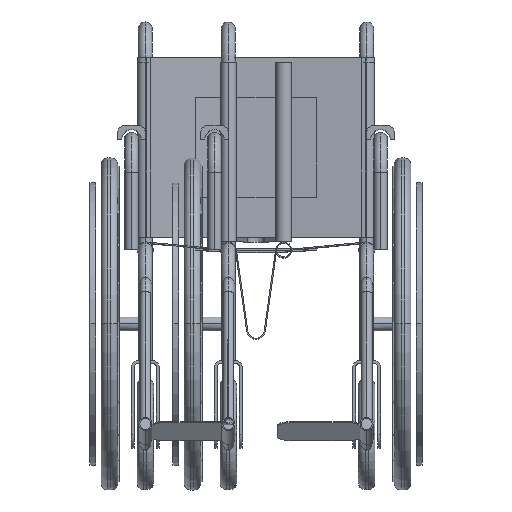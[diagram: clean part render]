
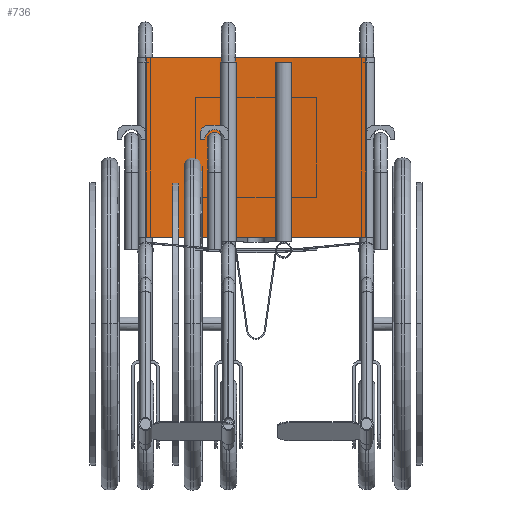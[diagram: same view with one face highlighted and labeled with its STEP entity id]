
A CAD part, top view. The second image highlights one B-rep face of the part: STEP entity #736.
In plain terms, the highlighted cylindrical face has radius 1372.06 mm (diameter 2744.12 mm), a partial arc.
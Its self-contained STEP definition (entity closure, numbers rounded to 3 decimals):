
#186 = VERTEX_POINT ( 'NONE', #3083 ) ;
#584 = CARTESIAN_POINT ( 'NONE',  ( 0., 1372.06, 162.5 ) ) ;
#736 = ADVANCED_FACE ( 'NONE', ( #2821 ), #3906, .F. ) ;
#1408 = CARTESIAN_POINT ( 'NONE',  ( -197.908, 14.348, 162.5 ) ) ;
#1746 = CARTESIAN_POINT ( 'NONE',  ( 197.908, 14.348, 162.5 ) ) ;
#2163 = VERTEX_POINT ( 'NONE', #9073 ) ;
#2740 = DIRECTION ( 'NONE',  ( -1., 0., 0. ) ) ;
#2821 = FACE_OUTER_BOUND ( 'NONE', #15108, .T. ) ;
#3083 = CARTESIAN_POINT ( 'NONE',  ( -197.908, 14.348, 162.5 ) ) ;
#3778 = EDGE_CURVE ( 'NONE', #5195, #5038, #14158, .T. ) ;
#3906 = CYLINDRICAL_SURFACE ( 'NONE', #10263, 1372.06 ) ;
#4307 = DIRECTION ( 'NONE',  ( 0., 0., 1. ) ) ;
#4308 = LINE ( 'NONE', #1746, #13165 ) ;
#4751 = ORIENTED_EDGE ( 'NONE', *, *, #3778, .F. ) ;
#4946 = EDGE_CURVE ( 'NONE', #186, #2163, #12169, .T. ) ;
#5038 = VERTEX_POINT ( 'NONE', #6726 ) ;
#5195 = VERTEX_POINT ( 'NONE', #7021 ) ;
#5790 = ORIENTED_EDGE ( 'NONE', *, *, #4946, .T. ) ;
#6726 = CARTESIAN_POINT ( 'NONE',  ( 197.908, 14.348, -162.5 ) ) ;
#7021 = CARTESIAN_POINT ( 'NONE',  ( -197.908, 14.348, -162.5 ) ) ;
#7397 = AXIS2_PLACEMENT_3D ( 'NONE', #10301, #4307, #11556 ) ;
#8439 = EDGE_CURVE ( 'NONE', #186, #5195, #13429, .T. ) ;
#8664 = CARTESIAN_POINT ( 'NONE',  ( 0., 1372.06, 162.5 ) ) ;
#8686 = ORIENTED_EDGE ( 'NONE', *, *, #9386, .T. ) ;
#9073 = CARTESIAN_POINT ( 'NONE',  ( 197.908, 14.348, 162.5 ) ) ;
#9386 = EDGE_CURVE ( 'NONE', #2163, #5038, #4308, .T. ) ;
#10263 = AXIS2_PLACEMENT_3D ( 'NONE', #8664, #13443, #2740 ) ;
#10301 = CARTESIAN_POINT ( 'NONE',  ( 0., 1372.06, -162.5 ) ) ;
#10302 = DIRECTION ( 'NONE',  ( 0., 0., -1. ) ) ;
#10845 = DIRECTION ( 'NONE',  ( 0., 0., -1. ) ) ;
#11556 = DIRECTION ( 'NONE',  ( 1., 0., 0. ) ) ;
#11665 = AXIS2_PLACEMENT_3D ( 'NONE', #584, #12439, #12284 ) ;
#12169 = CIRCLE ( 'NONE', #11665, 1372.06 ) ;
#12284 = DIRECTION ( 'NONE',  ( 1., 0., 0. ) ) ;
#12439 = DIRECTION ( 'NONE',  ( 0., 0., 1. ) ) ;
#13165 = VECTOR ( 'NONE', #10302, 1000. ) ;
#13429 = LINE ( 'NONE', #1408, #13585 ) ;
#13443 = DIRECTION ( 'NONE',  ( 0., 0., -1. ) ) ;
#13585 = VECTOR ( 'NONE', #10845, 1000. ) ;
#14053 = ORIENTED_EDGE ( 'NONE', *, *, #8439, .F. ) ;
#14158 = CIRCLE ( 'NONE', #7397, 1372.06 ) ;
#15108 = EDGE_LOOP ( 'NONE', ( #4751, #14053, #5790, #8686 ) ) ;
